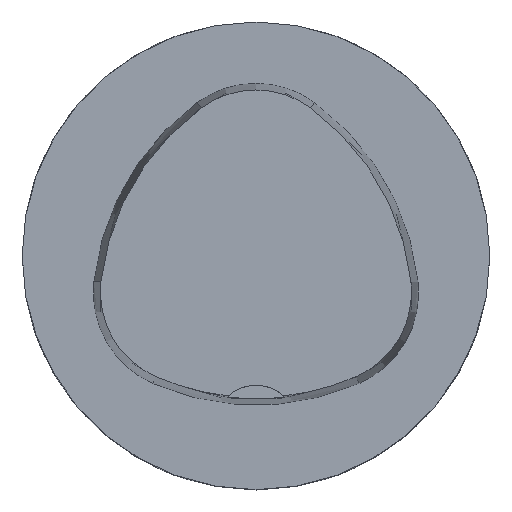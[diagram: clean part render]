
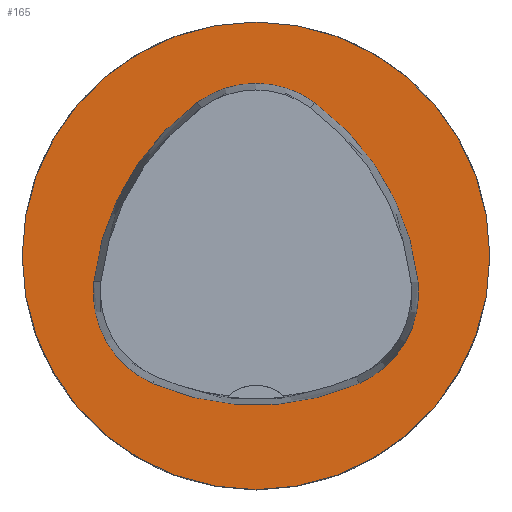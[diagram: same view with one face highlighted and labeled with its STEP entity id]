
A CAD part, top view. The second image highlights one B-rep face of the part: STEP entity #165.
In plain terms, the highlighted planar face has unit normal (0, 0, 1).
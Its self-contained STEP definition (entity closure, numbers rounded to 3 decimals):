
#109=PLANE('',#572);
#165=ADVANCED_FACE('',(#222,#223),#109,.T.);
#191=CIRCLE('',#542,40.0);
#192=CIRCLE('',#548,44.0);
#194=CIRCLE('',#551,17.0);
#196=CIRCLE('',#554,44.0);
#198=CIRCLE('',#557,17.0);
#202=CIRCLE('',#562,44.0);
#204=CIRCLE('',#565,17.0);
#222=FACE_BOUND('',#249,.T.);
#223=FACE_BOUND('',#250,.T.);
#249=EDGE_LOOP('',(#340,#341,#342,#343,#344,#345));
#250=EDGE_LOOP('',(#346));
#340=ORIENTED_EDGE('',*,*,#474,.T.);
#341=ORIENTED_EDGE('',*,*,#454,.T.);
#342=ORIENTED_EDGE('',*,*,#458,.T.);
#343=ORIENTED_EDGE('',*,*,#461,.T.);
#344=ORIENTED_EDGE('',*,*,#464,.T.);
#345=ORIENTED_EDGE('',*,*,#472,.T.);
#346=ORIENTED_EDGE('',*,*,#445,.F.);
#405=VERTEX_POINT('',#767);
#414=VERTEX_POINT('',#786);
#415=VERTEX_POINT('',#787);
#418=VERTEX_POINT('',#795);
#420=VERTEX_POINT('',#801);
#422=VERTEX_POINT('',#807);
#429=VERTEX_POINT('',#828);
#445=EDGE_CURVE('',#405,#405,#191,.T.);
#454=EDGE_CURVE('',#414,#415,#192,.T.);
#458=EDGE_CURVE('',#415,#418,#194,.T.);
#461=EDGE_CURVE('',#418,#420,#196,.T.);
#464=EDGE_CURVE('',#420,#422,#198,.T.);
#472=EDGE_CURVE('',#422,#429,#202,.T.);
#474=EDGE_CURVE('',#429,#414,#204,.T.);
#542=AXIS2_PLACEMENT_3D('',#766,#615,#616);
#548=AXIS2_PLACEMENT_3D('',#785,#631,#632);
#551=AXIS2_PLACEMENT_3D('',#794,#639,#640);
#554=AXIS2_PLACEMENT_3D('',#800,#646,#647);
#557=AXIS2_PLACEMENT_3D('',#806,#653,#654);
#562=AXIS2_PLACEMENT_3D('',#829,#665,#666);
#565=AXIS2_PLACEMENT_3D('',#832,#671,#672);
#572=AXIS2_PLACEMENT_3D('',#840,#685,#686);
#615=DIRECTION('',(0.0,0.0,-1.0));
#616=DIRECTION('',(-1.0,0.0,0.0));
#631=DIRECTION('',(0.0,0.0,-1.0));
#632=DIRECTION('',(-1.0,0.0,0.0));
#639=DIRECTION('',(0.0,0.0,-1.0));
#640=DIRECTION('',(-1.0,0.0,0.0));
#646=DIRECTION('',(0.0,0.0,-1.0));
#647=DIRECTION('',(-1.0,0.0,0.0));
#653=DIRECTION('',(0.0,0.0,-1.0));
#654=DIRECTION('',(-1.0,0.0,0.0));
#665=DIRECTION('',(0.0,0.0,-1.0));
#666=DIRECTION('',(-1.0,0.0,0.0));
#671=DIRECTION('',(0.0,0.0,-1.0));
#672=DIRECTION('',(-1.0,0.0,0.0));
#685=DIRECTION('',(0.0,0.0,1.0));
#686=DIRECTION('',(1.0,0.0,0.0));
#766=CARTESIAN_POINT('',(0.0,0.0,0.0));
#767=CARTESIAN_POINT('',(-40.0,0.0,0.0));
#785=CARTESIAN_POINT('',(16.01,-9.224,0.0));
#786=CARTESIAN_POINT('',(-27.722,-4.378,0.0));
#787=CARTESIAN_POINT('',(-10.119,26.178,0.0));
#794=CARTESIAN_POINT('',(-0.023,12.5,0.0));
#795=CARTESIAN_POINT('',(10.049,26.194,0.0));
#800=CARTESIAN_POINT('',(-16.021,-9.25,0.0));
#801=CARTESIAN_POINT('',(27.71,-4.394,0.0));
#806=CARTESIAN_POINT('',(10.814,-6.27,0.0));
#807=CARTESIAN_POINT('',(17.611,-21.852,0.0));
#828=CARTESIAN_POINT('',(-17.652,-21.819,0.0));
#829=CARTESIAN_POINT('',(0.017,18.477,0.0));
#832=CARTESIAN_POINT('',(-10.825,-6.25,0.0));
#840=CARTESIAN_POINT('',(0.0,0.0,0.0));
